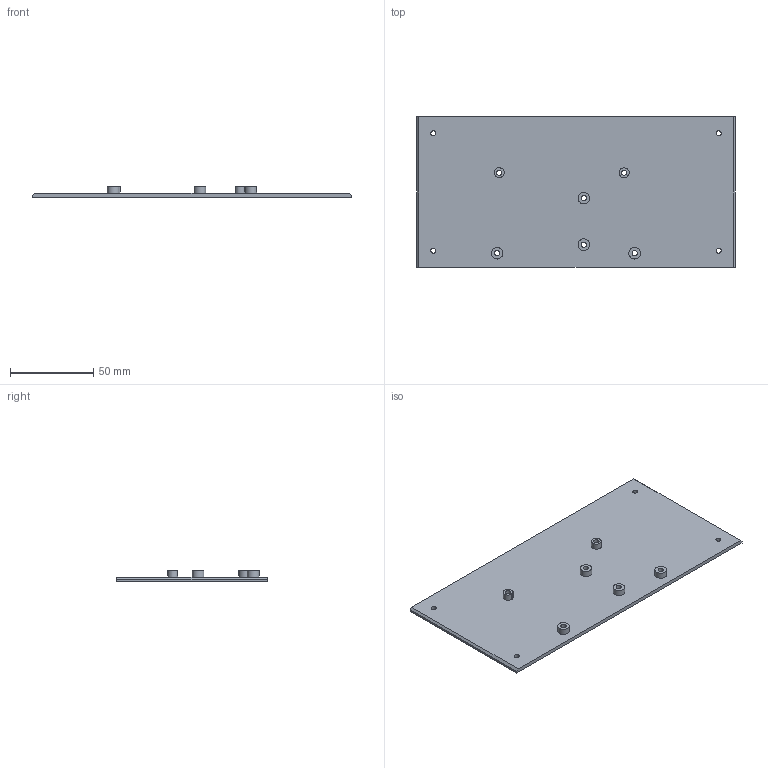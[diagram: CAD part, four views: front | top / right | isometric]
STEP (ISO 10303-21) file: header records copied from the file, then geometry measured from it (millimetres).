
FILE_DESCRIPTION(/* description */ (''),/* implementation_level */ '2;1');
FILE_NAME(/* name */ 'Bottom-Lid.step',/* time_stamp */ '2023-03-12T16:23:09+02:00',/* author */ (''),/* organization */ (''),/* preprocessor_version */ 'ST-DEVELOPER v19.2',/* originating_system */ 'Autodesk Translation Framework v11.17.0.187',/* authorisation */ '');
FILE_SCHEMA (('AUTOMOTIVE_DESIGN { 1 0 10303 214 3 1 1 }'));
Length unit declared in the file: millimetre
Products named in the file (2): Printed Files; Bottom-Lid
Assembly tree (1 placements, depth 2):
  Printed Files
    Bottom-Lid
Bounding box: 191.17 x 90.49 x 6.25 mm (x, y, z)
Volume: 43523.4 mm3; surface area: 36656.3 mm2
Topology: 1 solids, 1 shells, 31 faces, 69 edges, 46 vertices
Faces by surface type: cylinder 17, plane 14
Full cylindrical faces by diameter (mm): 3 x4, 3.175 x6, 6 x1, 7 x4
Entity records: 970 total; most frequent: DIRECTION 171, CARTESIAN_POINT 149, ORIENTED_EDGE 138, EDGE_CURVE 69, AXIS2_PLACEMENT_3D 68, EDGE_LOOP 57, VERTEX_POINT 46, LINE 35
